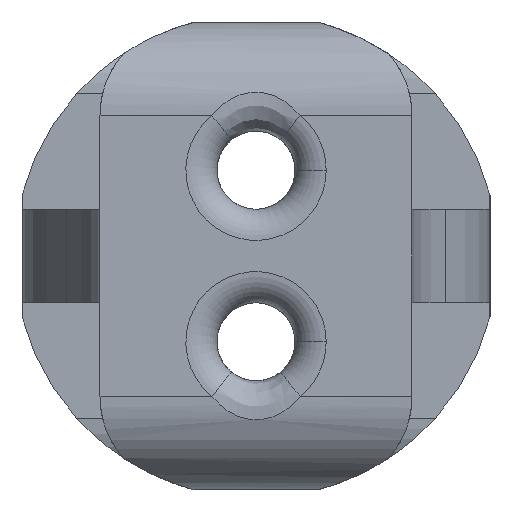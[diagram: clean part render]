
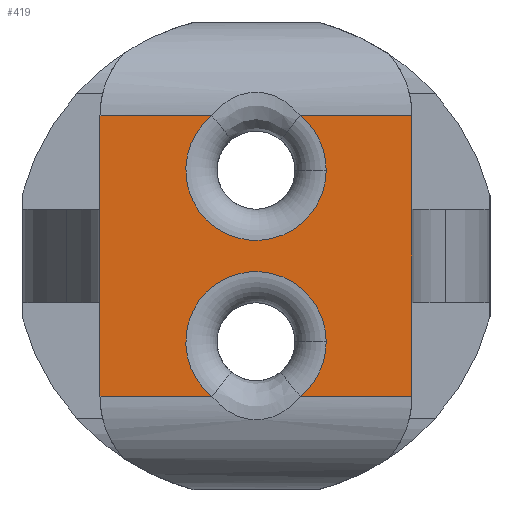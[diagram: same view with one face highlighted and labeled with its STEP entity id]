
A CAD part, left-side view. The second image highlights one B-rep face of the part: STEP entity #419.
In plain terms, the highlighted planar face has unit normal (-1, 0, 0).
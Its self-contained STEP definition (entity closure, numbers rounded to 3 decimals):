
#73 = VERTEX_POINT('',#74);
#74 = CARTESIAN_POINT('',(-47.,-1.414,6.));
#75 = VERTEX_POINT('',#76);
#76 = CARTESIAN_POINT('',(-47.,1.414,6.));
#90 = EDGE_CURVE('',#91,#75,#93,.T.);
#91 = VERTEX_POINT('',#92);
#92 = CARTESIAN_POINT('',(-47.,5.,6.));
#93 = LINE('',#94,#95);
#94 = CARTESIAN_POINT('',(-47.,5.,6.));
#95 = VECTOR('',#96,1.);
#96 = DIRECTION('',(0.,-1.,0.));
#173 = VERTEX_POINT('',#174);
#174 = CARTESIAN_POINT('',(-47.,-5.,6.));
#181 = EDGE_CURVE('',#73,#173,#182,.T.);
#182 = LINE('',#183,#184);
#183 = CARTESIAN_POINT('',(-47.,5.,6.));
#184 = VECTOR('',#185,1.);
#185 = DIRECTION('',(0.,-1.,0.));
#419 = ADVANCED_FACE('',(#420),#488,.T.);
#420 = FACE_BOUND('',#421,.T.);
#421 = EDGE_LOOP('',(#422,#432,#438,#439,#448,#455,#456,#464,#472,#481)
  );
#422 = ORIENTED_EDGE('',*,*,#423,.F.);
#423 = EDGE_CURVE('',#424,#426,#428,.T.);
#424 = VERTEX_POINT('',#425);
#425 = CARTESIAN_POINT('',(-47.,-5.,-3.));
#426 = VERTEX_POINT('',#427);
#427 = CARTESIAN_POINT('',(-47.,-1.414,-3.));
#428 = LINE('',#429,#430);
#429 = CARTESIAN_POINT('',(-47.,-5.,-3.));
#430 = VECTOR('',#431,1.);
#431 = DIRECTION('',(0.,1.,0.));
#432 = ORIENTED_EDGE('',*,*,#433,.T.);
#433 = EDGE_CURVE('',#424,#173,#434,.T.);
#434 = LINE('',#435,#436);
#435 = CARTESIAN_POINT('',(-47.,-5.,3.));
#436 = VECTOR('',#437,1.);
#437 = DIRECTION('',(0.,0.,1.));
#438 = ORIENTED_EDGE('',*,*,#181,.F.);
#439 = ORIENTED_EDGE('',*,*,#440,.F.);
#440 = EDGE_CURVE('',#441,#73,#443,.T.);
#441 = VERTEX_POINT('',#442);
#442 = CARTESIAN_POINT('',(-47.,-2.25,4.25));
#443 = CIRCLE('',#444,2.25);
#444 = AXIS2_PLACEMENT_3D('',#445,#446,#447);
#445 = CARTESIAN_POINT('',(-47.,0.,4.25));
#446 = DIRECTION('',(-1.,0.,0.));
#447 = DIRECTION('',(0.,-1.,0.));
#448 = ORIENTED_EDGE('',*,*,#449,.F.);
#449 = EDGE_CURVE('',#75,#441,#450,.T.);
#450 = CIRCLE('',#451,2.25);
#451 = AXIS2_PLACEMENT_3D('',#452,#453,#454);
#452 = CARTESIAN_POINT('',(-47.,0.,4.25));
#453 = DIRECTION('',(-1.,0.,0.));
#454 = DIRECTION('',(0.,-1.,0.));
#455 = ORIENTED_EDGE('',*,*,#90,.F.);
#456 = ORIENTED_EDGE('',*,*,#457,.F.);
#457 = EDGE_CURVE('',#458,#91,#460,.T.);
#458 = VERTEX_POINT('',#459);
#459 = CARTESIAN_POINT('',(-47.,5.,-3.));
#460 = LINE('',#461,#462);
#461 = CARTESIAN_POINT('',(-47.,5.,3.));
#462 = VECTOR('',#463,1.);
#463 = DIRECTION('',(0.,0.,1.));
#464 = ORIENTED_EDGE('',*,*,#465,.F.);
#465 = EDGE_CURVE('',#466,#458,#468,.T.);
#466 = VERTEX_POINT('',#467);
#467 = CARTESIAN_POINT('',(-47.,1.414,-3.));
#468 = LINE('',#469,#470);
#469 = CARTESIAN_POINT('',(-47.,-5.,-3.));
#470 = VECTOR('',#471,1.);
#471 = DIRECTION('',(0.,1.,0.));
#472 = ORIENTED_EDGE('',*,*,#473,.F.);
#473 = EDGE_CURVE('',#474,#466,#476,.T.);
#474 = VERTEX_POINT('',#475);
#475 = CARTESIAN_POINT('',(-47.,-2.25,-1.25));
#476 = CIRCLE('',#477,2.25);
#477 = AXIS2_PLACEMENT_3D('',#478,#479,#480);
#478 = CARTESIAN_POINT('',(-47.,0.,-1.25));
#479 = DIRECTION('',(-1.,0.,0.));
#480 = DIRECTION('',(0.,-1.,0.));
#481 = ORIENTED_EDGE('',*,*,#482,.F.);
#482 = EDGE_CURVE('',#426,#474,#483,.T.);
#483 = CIRCLE('',#484,2.25);
#484 = AXIS2_PLACEMENT_3D('',#485,#486,#487);
#485 = CARTESIAN_POINT('',(-47.,0.,-1.25));
#486 = DIRECTION('',(-1.,0.,0.));
#487 = DIRECTION('',(0.,-1.,0.));
#488 = PLANE('',#489);
#489 = AXIS2_PLACEMENT_3D('',#490,#491,#492);
#490 = CARTESIAN_POINT('',(-47.,0.,1.5));
#491 = DIRECTION('',(-1.,-0.,-0.));
#492 = DIRECTION('',(0.,0.,-1.));
